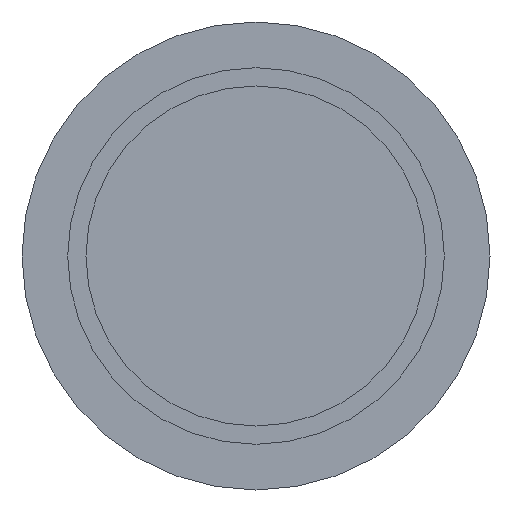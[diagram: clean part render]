
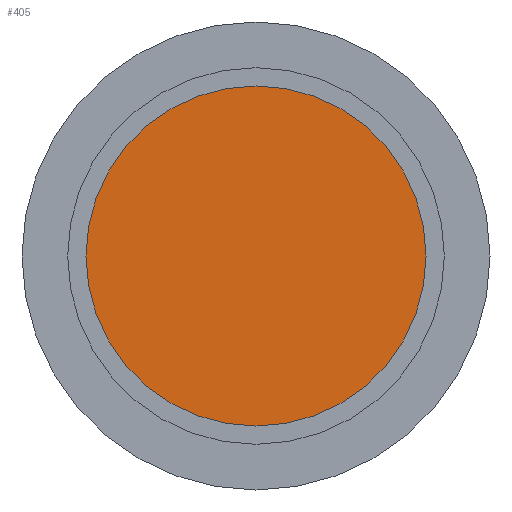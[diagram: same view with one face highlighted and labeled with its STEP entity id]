
A CAD part, left-side view. The second image highlights one B-rep face of the part: STEP entity #405.
In plain terms, the highlighted planar face has unit normal (-1, 0, 0).
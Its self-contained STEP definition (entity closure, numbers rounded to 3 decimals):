
#58 = AXIS2_PLACEMENT_3D ( 'NONE', #369, #295, #481 ) ;
#75 = CARTESIAN_POINT ( 'NONE',  ( -11.168, 5.132, 0. ) ) ;
#82 = ORIENTED_EDGE ( 'NONE', *, *, #427, .T. ) ;
#118 = CARTESIAN_POINT ( 'NONE',  ( -11.168, 5.132, -23.25 ) ) ;
#123 = AXIS2_PLACEMENT_3D ( 'NONE', #75, #415, #214 ) ;
#132 = FACE_OUTER_BOUND ( 'NONE', #255, .T. ) ;
#198 = AXIS2_PLACEMENT_3D ( 'NONE', #310, #308, #463 ) ;
#210 = EDGE_CURVE ( 'NONE', #218, #309, #440, .T. ) ;
#214 = DIRECTION ( 'NONE',  ( 0., 0., 1. ) ) ;
#218 = VERTEX_POINT ( 'NONE', #118 ) ;
#234 = PLANE ( 'NONE',  #58 ) ;
#255 = EDGE_LOOP ( 'NONE', ( #82, #462 ) ) ;
#295 = DIRECTION ( 'NONE',  ( 1., 0., 0. ) ) ;
#308 = DIRECTION ( 'NONE',  ( -1., 0., 0. ) ) ;
#309 = VERTEX_POINT ( 'NONE', #478 ) ;
#310 = CARTESIAN_POINT ( 'NONE',  ( -11.168, 5.132, 0. ) ) ;
#334 = CIRCLE ( 'NONE', #123, 23.25 ) ;
#369 = CARTESIAN_POINT ( 'NONE',  ( -11.168, 0., 0. ) ) ;
#405 = ADVANCED_FACE ( 'NONE', ( #132 ), #234, .F. ) ;
#415 = DIRECTION ( 'NONE',  ( -1., 0., 0. ) ) ;
#427 = EDGE_CURVE ( 'NONE', #309, #218, #334, .T. ) ;
#440 = CIRCLE ( 'NONE', #198, 23.25 ) ;
#462 = ORIENTED_EDGE ( 'NONE', *, *, #210, .T. ) ;
#463 = DIRECTION ( 'NONE',  ( 0., 0., 1. ) ) ;
#478 = CARTESIAN_POINT ( 'NONE',  ( -11.168, 5.132, 23.25 ) ) ;
#481 = DIRECTION ( 'NONE',  ( 0., 0., -1. ) ) ;
